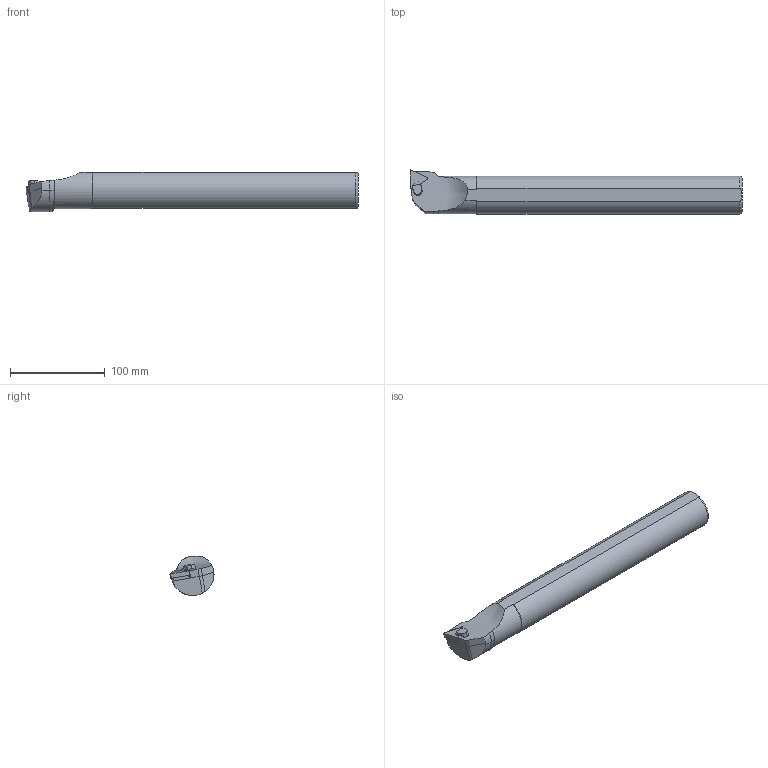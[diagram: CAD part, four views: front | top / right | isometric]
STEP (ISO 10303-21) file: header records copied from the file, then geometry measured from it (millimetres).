
FILE_DESCRIPTION(/* description */ (''),/* implementation_level */ '2;1');
FILE_NAME(/* name */ 'S40U-PTUNL-22C.stp',/* time_stamp */ '2023-10-23T11:52:31+03:00',/* author */ (''),/* organization */ (''),/* preprocessor_version */ 'ST-DEVELOPER v19.4',/* originating_system */ 'SIEMENS PLM Software NX2306.3001',/* authorisation */ '');
FILE_SCHEMA (('AUTOMOTIVE_DESIGN { 1 0 10303 214 3 1 1 1 }'));
Length unit declared in the file: millimetre
Products named in the file (1): S40U-PTUNR-22C
Bounding box: 349.93 x 46.48 x 41.25 mm (x, y, z)
Volume: 414289.8 mm3; surface area: 46323.8 mm2
Topology: 2 solids, 2 shells, 61 faces, 158 edges, 102 vertices
Faces by surface type: plane 34, cylinder 22, cone 3, bspline 1, torus 1
Entity records: 2259 total; most frequent: CARTESIAN_POINT 711, ORIENTED_EDGE 312, DIRECTION 293, EDGE_CURVE 156, AXIS2_PLACEMENT_3D 105, VERTEX_POINT 101, LINE 83, VECTOR 83
